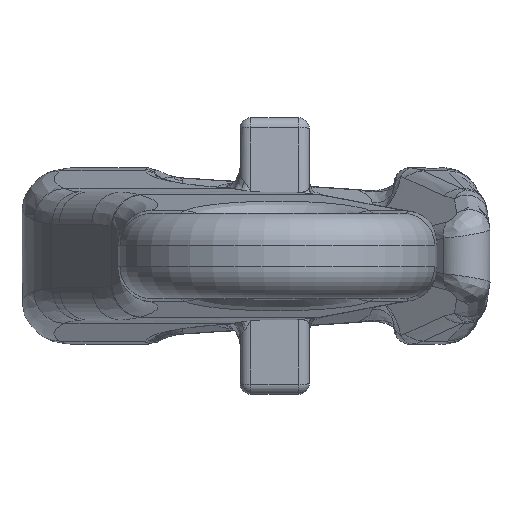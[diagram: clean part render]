
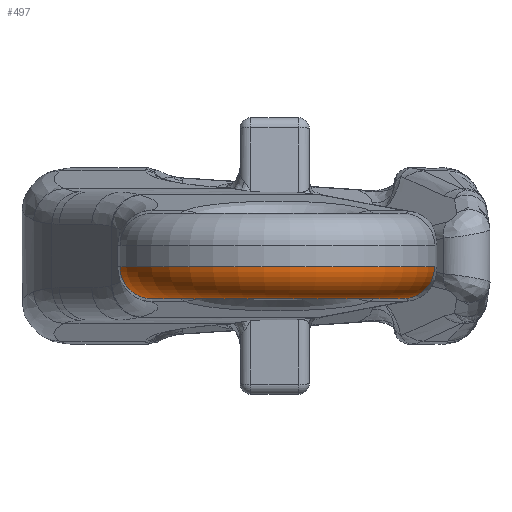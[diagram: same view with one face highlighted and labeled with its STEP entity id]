
A CAD part, left-side view. The second image highlights one B-rep face of the part: STEP entity #497.
In plain terms, the highlighted toroidal (fillet/blend) face has major radius 12 mm and minor radius 3 mm.
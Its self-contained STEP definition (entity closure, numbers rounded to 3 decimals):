
#45=(
BOUNDED_CURVE()
B_SPLINE_CURVE(2,(#7899,#7900,#7901),.UNSPECIFIED.,.F.,.F.)
B_SPLINE_CURVE_WITH_KNOTS((3,3),(0.,1.),.UNSPECIFIED.)
CURVE()
GEOMETRIC_REPRESENTATION_ITEM()
RATIONAL_B_SPLINE_CURVE((1.,0.707,1.))
REPRESENTATION_ITEM('')
);
#60=TOROIDAL_SURFACE('',#4314,12.,3.);
#497=ADVANCED_FACE('',(#938),#60,.T.);
#938=FACE_OUTER_BOUND('',#1215,.T.);
#1215=EDGE_LOOP('',(#2076,#2077,#2078,#2079));
#1400=CIRCLE('',#4186,15.);
#1405=CIRCLE('',#4221,12.);
#1457=CIRCLE('',#4313,3.);
#2076=ORIENTED_EDGE('',*,*,#3543,.T.);
#2077=ORIENTED_EDGE('',*,*,#3406,.F.);
#2078=ORIENTED_EDGE('',*,*,#3546,.F.);
#2079=ORIENTED_EDGE('',*,*,#3321,.F.);
#2953=VERTEX_POINT('',#6215);
#2954=VERTEX_POINT('',#6217);
#3022=VERTEX_POINT('',#6690);
#3025=VERTEX_POINT('',#6695);
#3321=EDGE_CURVE('',#2953,#2954,#1400,.T.);
#3406=EDGE_CURVE('',#3025,#3022,#1405,.T.);
#3543=EDGE_CURVE('',#2953,#3022,#1457,.T.);
#3546=EDGE_CURVE('',#2954,#3025,#45,.T.);
#4186=AXIS2_PLACEMENT_3D('',#6216,#4569,#4570);
#4221=AXIS2_PLACEMENT_3D('',#6696,#4660,#4661);
#4313=AXIS2_PLACEMENT_3D('',#7861,#4866,#4867);
#4314=AXIS2_PLACEMENT_3D('',#7902,#4868,#4869);
#4569=DIRECTION('',(0.,0.,1.));
#4570=DIRECTION('',(-1.,0.,0.));
#4660=DIRECTION('',(0.,0.,-1.));
#4661=DIRECTION('',(-1.,0.,0.));
#4866=DIRECTION('',(-0.986,-0.166,0.));
#4867=DIRECTION('',(0.166,-0.986,0.));
#4868=DIRECTION('',(0.,0.,-1.));
#4869=DIRECTION('',(-1.,0.,0.));
#6215=CARTESIAN_POINT('',(-41.895,14.792,-1.));
#6216=CARTESIAN_POINT('',(-39.406,0.,-1.));
#6217=CARTESIAN_POINT('',(-41.895,-14.792,-1.));
#6690=CARTESIAN_POINT('',(-41.397,11.834,-4.));
#6695=CARTESIAN_POINT('',(-41.397,-11.834,-4.));
#6696=CARTESIAN_POINT('',(-39.406,0.,-4.));
#7861=CARTESIAN_POINT('',(-41.397,11.834,-1.));
#7899=CARTESIAN_POINT('',(-41.895,-14.792,-1.));
#7900=CARTESIAN_POINT('',(-41.895,-14.792,-4.));
#7901=CARTESIAN_POINT('',(-41.397,-11.834,-4.));
#7902=CARTESIAN_POINT('',(-39.406,0.,-1.));
